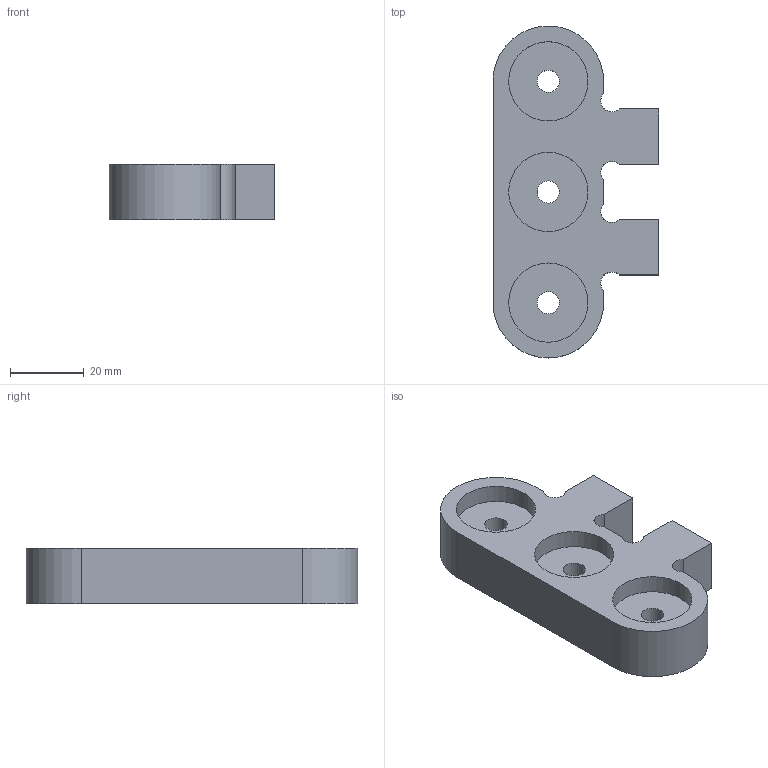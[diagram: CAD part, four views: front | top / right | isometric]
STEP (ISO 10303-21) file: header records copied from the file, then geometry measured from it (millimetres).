
FILE_DESCRIPTION(/* description */ (''),/* implementation_level */ '2;1');
FILE_NAME(/* name */ 'Fdler Fu.step',/* time_stamp */ '2024-07-27T21:54:04+02:00',/* author */ (''),/* organization */ (''),/* preprocessor_version */ 'ST-DEVELOPER v20',/* originating_system */ 'Autodesk Translation Framework v13.14.0.145',/* authorisation */ '');
FILE_SCHEMA (('AUTOMOTIVE_DESIGN { 1 0 10303 214 3 1 1 }'));
Length unit declared in the file: millimetre
Products named in the file (2): Fädler MB; Fuß
Assembly tree (1 placements, depth 2):
  Fädler MB
    Fuß
Bounding box: 45 x 90 x 15 mm (x, y, z)
Volume: 37800.4 mm3; surface area: 11448.9 mm2
Topology: 1 solids, 1 shells, 39 faces, 102 edges, 68 vertices
Faces by surface type: plane 23, cylinder 16
Full cylindrical faces by diameter (mm): 6.01 x3, 21.5 x3
Entity records: 1280 total; most frequent: DIRECTION 218, CARTESIAN_POINT 212, ORIENTED_EDGE 204, EDGE_CURVE 102, AXIS2_PLACEMENT_3D 74, LINE 70, VECTOR 70, VERTEX_POINT 68
